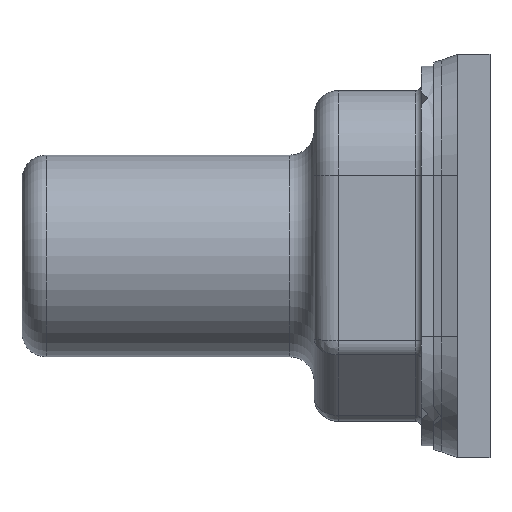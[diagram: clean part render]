
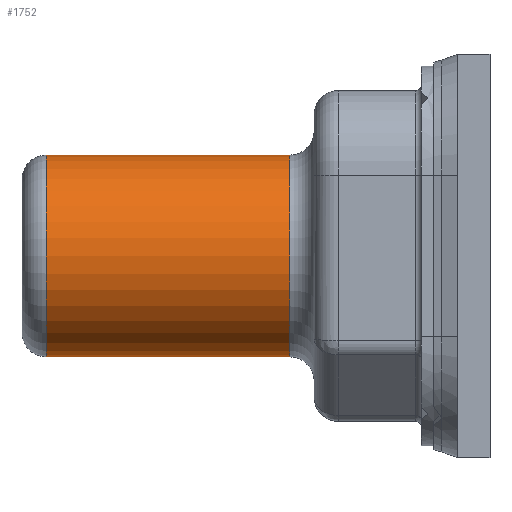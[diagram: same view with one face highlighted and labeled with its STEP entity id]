
A CAD part, left-side view. The second image highlights one B-rep face of the part: STEP entity #1752.
In plain terms, the highlighted cylindrical face has radius 1.25 mm (diameter 2.5 mm), a partial arc.
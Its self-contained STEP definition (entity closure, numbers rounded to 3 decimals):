
#9 = CYLINDRICAL_SURFACE ( 'NONE', #1088, 1.25 ) ;
#82 = EDGE_CURVE ( 'NONE', #5264, #2429, #2724, .T. ) ;
#98 = ORIENTED_EDGE ( 'NONE', *, *, #8810, .T. ) ;
#802 = CARTESIAN_POINT ( 'NONE',  ( 0., 5.5, 0. ) ) ;
#1088 = AXIS2_PLACEMENT_3D ( 'NONE', #1178, #9055, #7390 ) ;
#1178 = CARTESIAN_POINT ( 'NONE',  ( 0., 15.136, 0. ) ) ;
#1324 = VECTOR ( 'NONE', #2701, 1000. ) ;
#1578 = DIRECTION ( 'NONE',  ( 0., 0., -1. ) ) ;
#1752 = ADVANCED_FACE ( 'NONE', ( #8893 ), #9, .T. ) ;
#2372 = ORIENTED_EDGE ( 'NONE', *, *, #82, .T. ) ;
#2429 = VERTEX_POINT ( 'NONE', #3847 ) ;
#2633 = DIRECTION ( 'NONE',  ( 0., 1., 0. ) ) ;
#2701 = DIRECTION ( 'NONE',  ( 0., -1., 0. ) ) ;
#2718 = ORIENTED_EDGE ( 'NONE', *, *, #6149, .T. ) ;
#2720 = VERTEX_POINT ( 'NONE', #3354 ) ;
#2724 = CIRCLE ( 'NONE', #4103, 1.25 ) ;
#3354 = CARTESIAN_POINT ( 'NONE',  ( 0., 2.48, 1.25 ) ) ;
#3847 = CARTESIAN_POINT ( 'NONE',  ( 0., 5.5, -1.25 ) ) ;
#3873 = DIRECTION ( 'NONE',  ( 0., -1., 0. ) ) ;
#3927 = EDGE_LOOP ( 'NONE', ( #8578, #2372, #98, #2718 ) ) ;
#4103 = AXIS2_PLACEMENT_3D ( 'NONE', #802, #6234, #1578 ) ;
#4747 = CIRCLE ( 'NONE', #6740, 1.25 ) ;
#5037 = CARTESIAN_POINT ( 'NONE',  ( 0., 2.48, -1.25 ) ) ;
#5264 = VERTEX_POINT ( 'NONE', #6839 ) ;
#5760 = CARTESIAN_POINT ( 'NONE',  ( 0., 2.48, 0. ) ) ;
#6149 = EDGE_CURVE ( 'NONE', #8333, #2720, #4747, .T. ) ;
#6234 = DIRECTION ( 'NONE',  ( 0., -1., 0. ) ) ;
#6518 = DIRECTION ( 'NONE',  ( 0., 0., -1. ) ) ;
#6740 = AXIS2_PLACEMENT_3D ( 'NONE', #5760, #2633, #6518 ) ;
#6839 = CARTESIAN_POINT ( 'NONE',  ( 0., 5.5, 1.25 ) ) ;
#7358 = CARTESIAN_POINT ( 'NONE',  ( 0., 15.136, -1.25 ) ) ;
#7390 = DIRECTION ( 'NONE',  ( 0., 0., -1. ) ) ;
#7394 = LINE ( 'NONE', #7358, #1324 ) ;
#8114 = VECTOR ( 'NONE', #3873, 1000. ) ;
#8333 = VERTEX_POINT ( 'NONE', #5037 ) ;
#8578 = ORIENTED_EDGE ( 'NONE', *, *, #9214, .F. ) ;
#8810 = EDGE_CURVE ( 'NONE', #2429, #8333, #7394, .T. ) ;
#8893 = FACE_OUTER_BOUND ( 'NONE', #3927, .T. ) ;
#9055 = DIRECTION ( 'NONE',  ( 0., -1., 0. ) ) ;
#9214 = EDGE_CURVE ( 'NONE', #5264, #2720, #9953, .T. ) ;
#9953 = LINE ( 'NONE', #10052, #8114 ) ;
#10052 = CARTESIAN_POINT ( 'NONE',  ( 0., 15.136, 1.25 ) ) ;
